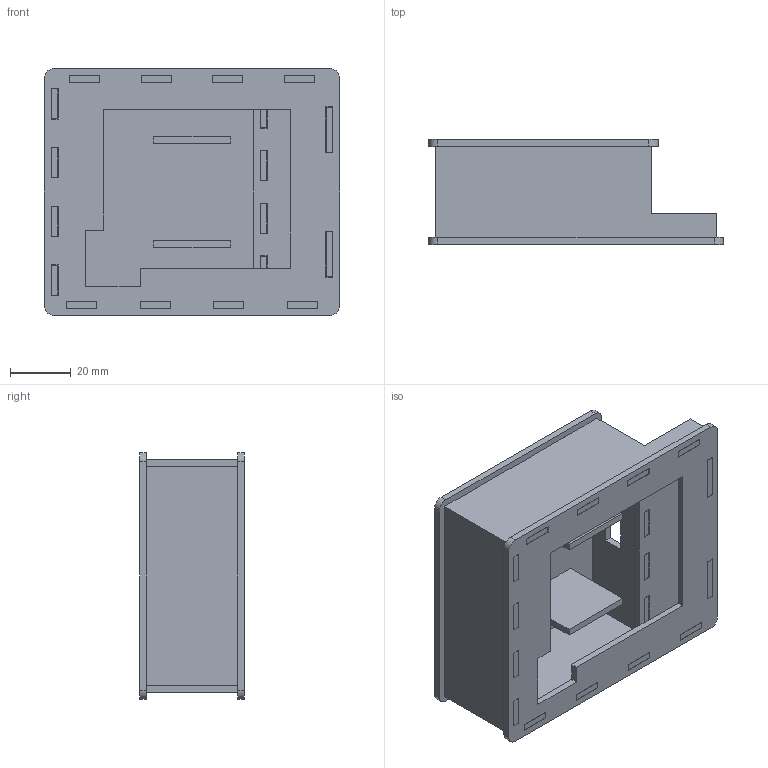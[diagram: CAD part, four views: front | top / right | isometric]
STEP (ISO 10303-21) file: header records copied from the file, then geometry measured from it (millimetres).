
FILE_DESCRIPTION (( 'STEP AP203' ), '1' );
FILE_NAME ('casing with tabs and slots.STEP', '2023-06-06T14:39:42', ( '' ), ( '' ), 'SwSTEP 2.0', 'SolidWorks 2022', '' );
FILE_SCHEMA (( 'CONFIG_CONTROL_DESIGN' ));
Length unit declared in the file: millimetre
Products named in the file (1): casing with tabs and slots
Bounding box: 97 x 34.5 x 81 mm (x, y, z)
Volume: 50181.1 mm3; surface area: 52499.8 mm2
Topology: 10 solids, 10 shells, 384 faces, 1092 edges, 728 vertices
Faces by surface type: plane 376, cylinder 8
Entity records: 12229 total; most frequent: CARTESIAN_POINT 2427, ORIENTED_EDGE 2184, DIRECTION 1656, EDGE_CURVE 1092, VECTOR 854, LINE 854, VERTEX_POINT 728, EDGE_LOOP 464
